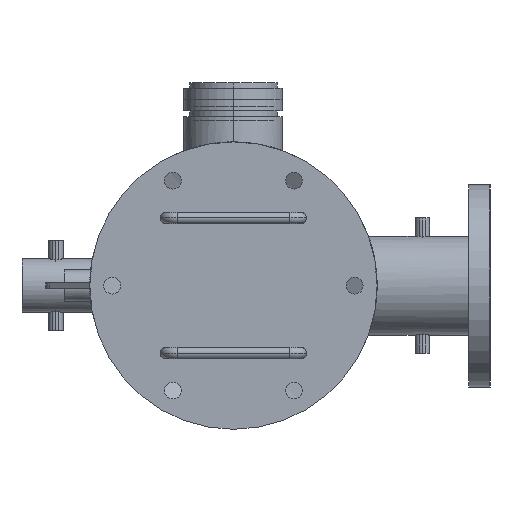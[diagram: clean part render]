
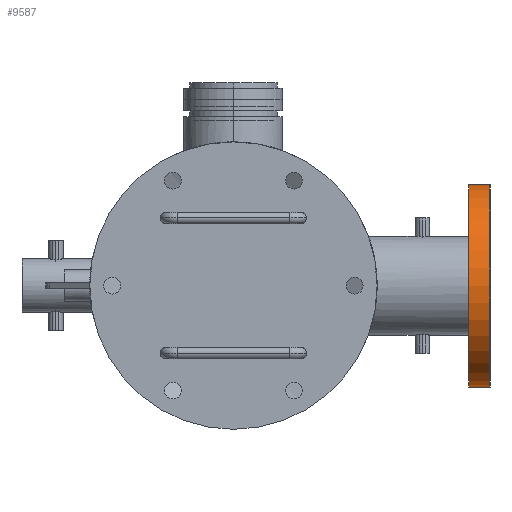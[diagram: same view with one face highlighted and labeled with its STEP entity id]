
A CAD part, left-side view. The second image highlights one B-rep face of the part: STEP entity #9587.
In plain terms, the highlighted cylindrical face has radius 114.3 mm (diameter 228.6 mm), a partial arc.
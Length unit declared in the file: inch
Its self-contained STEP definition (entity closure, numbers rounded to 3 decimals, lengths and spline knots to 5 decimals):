
#207 = CYLINDRICAL_SURFACE ( 'NONE', #1661, 4.5 ) ;
#841 = CARTESIAN_POINT ( 'NONE',  ( 10.59, -11.38, 4.5 ) ) ;
#1661 = AXIS2_PLACEMENT_3D ( 'NONE', #8399, #10203, #3318 ) ;
#1971 = EDGE_CURVE ( 'NONE', #10784, #4350, #9178, .T. ) ;
#2411 = DIRECTION ( 'NONE',  ( 0., -1., 0. ) ) ;
#3278 = CARTESIAN_POINT ( 'NONE',  ( 10.59, -10.44, 4.5 ) ) ;
#3318 = DIRECTION ( 'NONE',  ( 0., 0., -1. ) ) ;
#3401 = AXIS2_PLACEMENT_3D ( 'NONE', #10149, #2411, #7627 ) ;
#3579 = AXIS2_PLACEMENT_3D ( 'NONE', #9503, #4345, #6054 ) ;
#3606 = VECTOR ( 'NONE', #7416, 39.37008 ) ;
#3754 = ORIENTED_EDGE ( 'NONE', *, *, #4838, .F. ) ;
#4345 = DIRECTION ( 'NONE',  ( 0., -1., 0. ) ) ;
#4350 = VERTEX_POINT ( 'NONE', #10104 ) ;
#4838 = EDGE_CURVE ( 'NONE', #7180, #4350, #5651, .T. ) ;
#5396 = FACE_OUTER_BOUND ( 'NONE', #9676, .T. ) ;
#5579 = ORIENTED_EDGE ( 'NONE', *, *, #1971, .T. ) ;
#5651 = CIRCLE ( 'NONE', #3401, 4.5 ) ;
#5652 = DIRECTION ( 'NONE',  ( 0., -1., 0. ) ) ;
#6049 = ORIENTED_EDGE ( 'NONE', *, *, #7489, .T. ) ;
#6054 = DIRECTION ( 'NONE',  ( 0., 0., -1. ) ) ;
#7180 = VERTEX_POINT ( 'NONE', #841 ) ;
#7334 = CARTESIAN_POINT ( 'NONE',  ( 10.59, -10.44, -4.5 ) ) ;
#7380 = CARTESIAN_POINT ( 'NONE',  ( 10.59, -10.44, 4.5 ) ) ;
#7416 = DIRECTION ( 'NONE',  ( 0., -1., 0. ) ) ;
#7489 = EDGE_CURVE ( 'NONE', #10897, #10784, #9107, .T. ) ;
#7627 = DIRECTION ( 'NONE',  ( 0., 0., -1. ) ) ;
#8399 = CARTESIAN_POINT ( 'NONE',  ( 10.59, -10.44, 0. ) ) ;
#9107 = CIRCLE ( 'NONE', #3579, 4.5 ) ;
#9116 = CARTESIAN_POINT ( 'NONE',  ( 10.59, -10.44, -4.5 ) ) ;
#9178 = LINE ( 'NONE', #9116, #9586 ) ;
#9503 = CARTESIAN_POINT ( 'NONE',  ( 10.59, -10.44, 0. ) ) ;
#9586 = VECTOR ( 'NONE', #5652, 39.37008 ) ;
#9587 = ADVANCED_FACE ( 'NONE', ( #5396 ), #207, .T. ) ;
#9676 = EDGE_LOOP ( 'NONE', ( #9925, #6049, #5579, #3754 ) ) ;
#9840 = EDGE_CURVE ( 'NONE', #10897, #7180, #11032, .T. ) ;
#9925 = ORIENTED_EDGE ( 'NONE', *, *, #9840, .F. ) ;
#10104 = CARTESIAN_POINT ( 'NONE',  ( 10.59, -11.38, -4.5 ) ) ;
#10149 = CARTESIAN_POINT ( 'NONE',  ( 10.59, -11.38, 0. ) ) ;
#10203 = DIRECTION ( 'NONE',  ( 0., -1., 0. ) ) ;
#10784 = VERTEX_POINT ( 'NONE', #7334 ) ;
#10897 = VERTEX_POINT ( 'NONE', #3278 ) ;
#11032 = LINE ( 'NONE', #7380, #3606 ) ;
